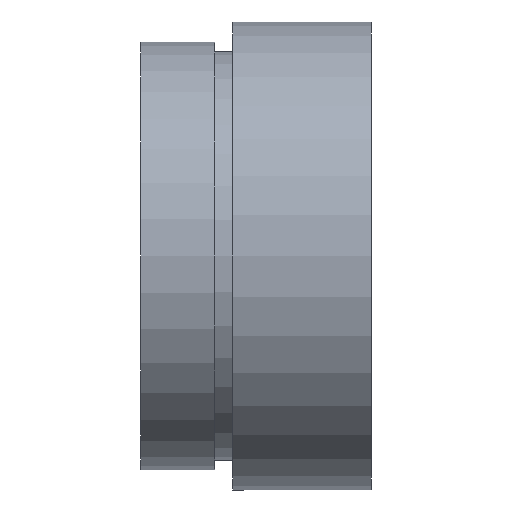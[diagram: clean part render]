
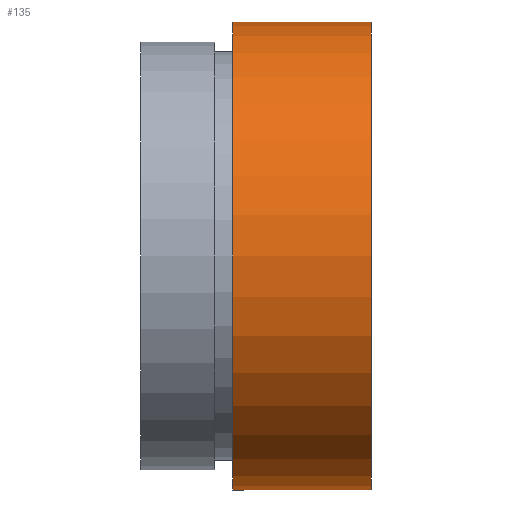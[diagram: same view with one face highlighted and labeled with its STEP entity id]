
A CAD part, left-side view. The second image highlights one B-rep face of the part: STEP entity #135.
In plain terms, the highlighted cylindrical face has radius 12.7 mm (diameter 25.4 mm), a partial arc.
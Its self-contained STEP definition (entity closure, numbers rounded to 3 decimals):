
#1 = VERTEX_POINT ( 'NONE', #208 ) ;
#6 = CARTESIAN_POINT ( 'NONE',  ( 0., 161.376, 12.7 ) ) ;
#10 = DIRECTION ( 'NONE',  ( 0., 1., 0. ) ) ;
#18 = VERTEX_POINT ( 'NONE', #564 ) ;
#33 = VERTEX_POINT ( 'NONE', #469 ) ;
#51 = DIRECTION ( 'NONE',  ( 0., 1., 0. ) ) ;
#91 = ORIENTED_EDGE ( 'NONE', *, *, #381, .T. ) ;
#135 = ADVANCED_FACE ( 'NONE', ( #366 ), #280, .T. ) ;
#156 = DIRECTION ( 'NONE',  ( 0., 1., 0. ) ) ;
#165 = CARTESIAN_POINT ( 'NONE',  ( 0., 7.5, 12.7 ) ) ;
#178 = LINE ( 'NONE', #612, #438 ) ;
#183 = CIRCLE ( 'NONE', #568, 12.7 ) ;
#208 = CARTESIAN_POINT ( 'NONE',  ( 0., 0., 12.7 ) ) ;
#242 = CARTESIAN_POINT ( 'NONE',  ( 0., 161.376, 0. ) ) ;
#250 = ORIENTED_EDGE ( 'NONE', *, *, #521, .F. ) ;
#255 = EDGE_CURVE ( 'NONE', #18, #436, #354, .T. ) ;
#256 = DIRECTION ( 'NONE',  ( 0., 0., 1. ) ) ;
#280 = CYLINDRICAL_SURFACE ( 'NONE', #462, 12.7 ) ;
#289 = CARTESIAN_POINT ( 'NONE',  ( 0., 7.5, 0. ) ) ;
#308 = DIRECTION ( 'NONE',  ( 0., 1., 0. ) ) ;
#322 = LINE ( 'NONE', #6, #570 ) ;
#342 = CARTESIAN_POINT ( 'NONE',  ( 0., 0., 0. ) ) ;
#353 = EDGE_CURVE ( 'NONE', #1, #436, #322, .T. ) ;
#354 = CIRCLE ( 'NONE', #533, 12.7 ) ;
#366 = FACE_OUTER_BOUND ( 'NONE', #607, .T. ) ;
#381 = EDGE_CURVE ( 'NONE', #33, #1, #183, .T. ) ;
#436 = VERTEX_POINT ( 'NONE', #165 ) ;
#438 = VECTOR ( 'NONE', #308, 1000. ) ;
#458 = ORIENTED_EDGE ( 'NONE', *, *, #353, .T. ) ;
#462 = AXIS2_PLACEMENT_3D ( 'NONE', #242, #531, #541 ) ;
#469 = CARTESIAN_POINT ( 'NONE',  ( 0., 0., -12.7 ) ) ;
#521 = EDGE_CURVE ( 'NONE', #33, #18, #178, .T. ) ;
#526 = DIRECTION ( 'NONE',  ( 0., 0., 1. ) ) ;
#531 = DIRECTION ( 'NONE',  ( 0., 1., 0. ) ) ;
#533 = AXIS2_PLACEMENT_3D ( 'NONE', #289, #10, #526 ) ;
#541 = DIRECTION ( 'NONE',  ( 0., 0., 1. ) ) ;
#564 = CARTESIAN_POINT ( 'NONE',  ( 0., 7.5, -12.7 ) ) ;
#568 = AXIS2_PLACEMENT_3D ( 'NONE', #342, #156, #256 ) ;
#570 = VECTOR ( 'NONE', #51, 1000. ) ;
#607 = EDGE_LOOP ( 'NONE', ( #250, #91, #458, #617 ) ) ;
#612 = CARTESIAN_POINT ( 'NONE',  ( 0., 161.376, -12.7 ) ) ;
#617 = ORIENTED_EDGE ( 'NONE', *, *, #255, .F. ) ;
